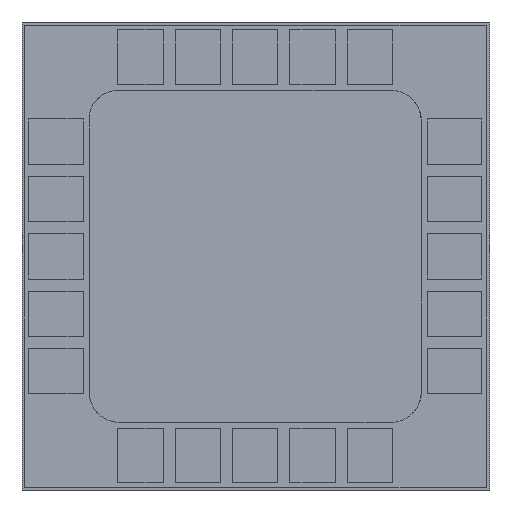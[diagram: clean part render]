
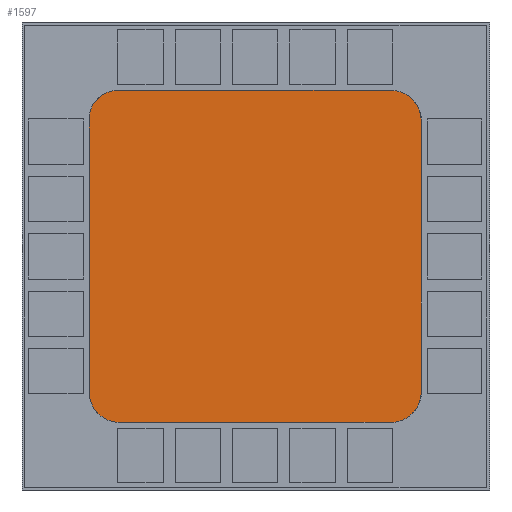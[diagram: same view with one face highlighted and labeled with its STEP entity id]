
A CAD part, front view. The second image highlights one B-rep face of the part: STEP entity #1597.
In plain terms, the highlighted planar face has unit normal (0, -1, 0).
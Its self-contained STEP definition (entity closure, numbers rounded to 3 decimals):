
#1286 = VERTEX_POINT('',#1287);
#1287 = CARTESIAN_POINT('',(2.488,0.107,7.482)
  );
#1293 = EDGE_CURVE('',#1294,#1286,#1296,.T.);
#1294 = VERTEX_POINT('',#1295);
#1295 = CARTESIAN_POINT('',(2.488,0.107,16.482
    ));
#1296 = LINE('',#1297,#1298);
#1297 = CARTESIAN_POINT('',(2.488,0.107,15.813
    ));
#1298 = VECTOR('',#1299,1.);
#1299 = DIRECTION('',(0.,0.,-1.));
#1317 = VERTEX_POINT('',#1318);
#1318 = CARTESIAN_POINT('',(1.488,0.107,6.482)
  );
#1324 = EDGE_CURVE('',#1286,#1317,#1325,.T.);
#1325 = CIRCLE('',#1326,1.);
#1326 = AXIS2_PLACEMENT_3D('',#1327,#1328,#1329);
#1327 = CARTESIAN_POINT('',(1.488,0.107,7.482
    ));
#1328 = DIRECTION('',(-0.,1.,0.));
#1329 = DIRECTION('',(1.,0.,0.));
#1342 = VERTEX_POINT('',#1343);
#1343 = CARTESIAN_POINT('',(-7.512,0.107,6.482
    ));
#1349 = EDGE_CURVE('',#1317,#1342,#1350,.T.);
#1350 = LINE('',#1351,#1352);
#1351 = CARTESIAN_POINT('',(-6.824,0.107,
    6.482));
#1352 = VECTOR('',#1353,1.);
#1353 = DIRECTION('',(-1.,0.,0.));
#1366 = VERTEX_POINT('',#1367);
#1367 = CARTESIAN_POINT('',(-8.512,0.107,7.482
    ));
#1373 = EDGE_CURVE('',#1342,#1366,#1374,.T.);
#1374 = CIRCLE('',#1375,1.);
#1375 = AXIS2_PLACEMENT_3D('',#1376,#1377,#1378);
#1376 = CARTESIAN_POINT('',(-7.512,0.107,
    7.482));
#1377 = DIRECTION('',(-0.,1.,0.));
#1378 = DIRECTION('',(1.,0.,0.));
#1391 = VERTEX_POINT('',#1392);
#1392 = CARTESIAN_POINT('',(-8.512,0.107,
    16.532));
#1398 = EDGE_CURVE('',#1366,#1391,#1399,.T.);
#1399 = LINE('',#1400,#1401);
#1400 = CARTESIAN_POINT('',(-8.512,0.107,
    15.813));
#1401 = VECTOR('',#1402,1.);
#1402 = DIRECTION('',(0.,0.,1.));
#1415 = VERTEX_POINT('',#1416);
#1416 = CARTESIAN_POINT('',(-7.562,0.107,
    17.482));
#1422 = EDGE_CURVE('',#1391,#1415,#1423,.T.);
#1423 = CIRCLE('',#1424,0.95);
#1424 = AXIS2_PLACEMENT_3D('',#1425,#1426,#1427);
#1425 = CARTESIAN_POINT('',(-7.562,0.107,
    16.532));
#1426 = DIRECTION('',(-0.,1.,0.));
#1427 = DIRECTION('',(1.,0.,0.));
#1440 = VERTEX_POINT('',#1441);
#1441 = CARTESIAN_POINT('',(1.488,0.107,17.482
    ));
#1447 = EDGE_CURVE('',#1415,#1440,#1448,.T.);
#1448 = LINE('',#1449,#1450);
#1449 = CARTESIAN_POINT('',(-6.824,0.107,
    17.482));
#1450 = VECTOR('',#1451,1.);
#1451 = DIRECTION('',(1.,0.,0.));
#1464 = EDGE_CURVE('',#1440,#1294,#1465,.T.);
#1465 = CIRCLE('',#1466,1.);
#1466 = AXIS2_PLACEMENT_3D('',#1467,#1468,#1469);
#1467 = CARTESIAN_POINT('',(1.488,0.107,
    16.482));
#1468 = DIRECTION('',(-0.,1.,0.));
#1469 = DIRECTION('',(1.,0.,0.));
#1597 = ADVANCED_FACE('',(#1598),#1608,.F.);
#1598 = FACE_BOUND('',#1599,.F.);
#1599 = EDGE_LOOP('',(#1600,#1601,#1602,#1603,#1604,#1605,#1606,#1607));
#1600 = ORIENTED_EDGE('',*,*,#1293,.T.);
#1601 = ORIENTED_EDGE('',*,*,#1324,.T.);
#1602 = ORIENTED_EDGE('',*,*,#1349,.T.);
#1603 = ORIENTED_EDGE('',*,*,#1373,.T.);
#1604 = ORIENTED_EDGE('',*,*,#1398,.T.);
#1605 = ORIENTED_EDGE('',*,*,#1422,.T.);
#1606 = ORIENTED_EDGE('',*,*,#1447,.T.);
#1607 = ORIENTED_EDGE('',*,*,#1464,.T.);
#1608 = PLANE('',#1609);
#1609 = AXIS2_PLACEMENT_3D('',#1610,#1611,#1612);
#1610 = CARTESIAN_POINT('',(-2.986,0.107,
    11.994));
#1611 = DIRECTION('',(0.,1.,0.));
#1612 = DIRECTION('',(0.,0.,1.));
